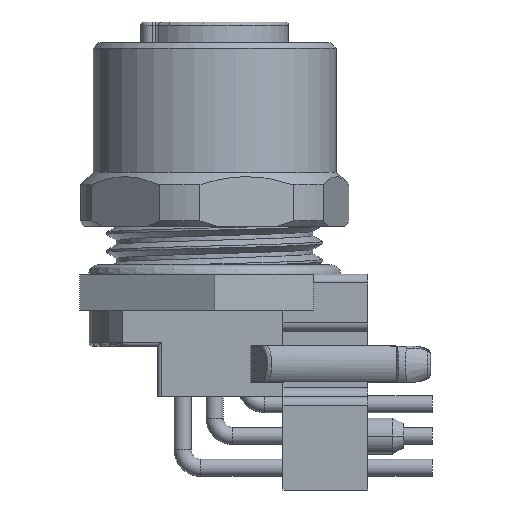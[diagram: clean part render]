
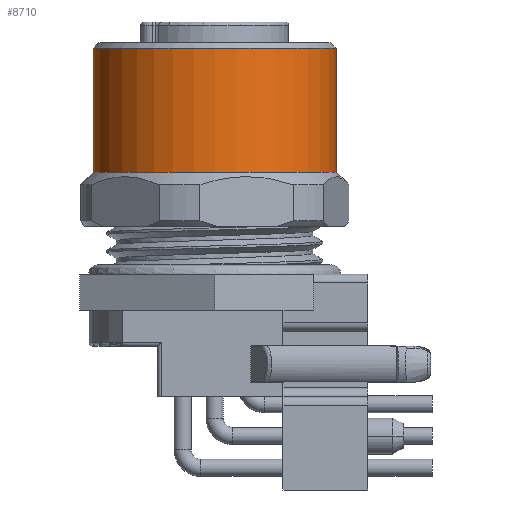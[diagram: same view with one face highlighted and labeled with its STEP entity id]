
A CAD part, left-side view. The second image highlights one B-rep face of the part: STEP entity #8710.
In plain terms, the highlighted cylindrical face has radius 6.75 mm (diameter 13.5 mm), a partial arc.
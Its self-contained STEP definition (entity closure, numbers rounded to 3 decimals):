
#794=CARTESIAN_POINT('',(0.,0.,-1.452));
#795=DIRECTION('',(0.,0.,1.));
#796=DIRECTION('',(0.,1.,0.));
#797=AXIS2_PLACEMENT_3D('',#794,#795,#796);
#809=DIRECTION('',(0.,0.,1.));
#810=VECTOR('',#809,6.9);
#811=CARTESIAN_POINT('',(0.,6.75,-8.352));
#812=LINE('',#811,#810);
#813=DIRECTION('',(0.,0.,1.));
#814=VECTOR('',#813,6.9);
#815=CARTESIAN_POINT('',(0.,-6.75,-8.352));
#816=LINE('',#815,#814);
#817=CARTESIAN_POINT('',(0.,0.,-8.352));
#818=DIRECTION('',(0.,0.,1.));
#819=DIRECTION('',(0.,1.,0.));
#820=AXIS2_PLACEMENT_3D('',#817,#818,#819);
#6354=CARTESIAN_POINT('',(0.,6.75,-8.352));
#6355=CARTESIAN_POINT('',(0.,6.75,-1.452));
#6356=VERTEX_POINT('',#6354);
#6357=VERTEX_POINT('',#6355);
#6364=CARTESIAN_POINT('',(0.,-6.75,-8.352));
#6365=CARTESIAN_POINT('',(0.,-6.75,-1.452));
#6366=VERTEX_POINT('',#6364);
#6367=VERTEX_POINT('',#6365);
#8698=CARTESIAN_POINT('',(0.,0.,-0.642));
#8699=DIRECTION('',(0.,0.,-1.));
#8700=DIRECTION('',(0.,-1.,0.));
#8701=AXIS2_PLACEMENT_3D('',#8698,#8699,#8700);
#8702=CYLINDRICAL_SURFACE('',#8701,6.75);
#8703=ORIENTED_EDGE('',*,*,#8688,.T.);
#8704=ORIENTED_EDGE('',*,*,#8665,.T.);
#8705=ORIENTED_EDGE('',*,*,#8692,.F.);
#8707=ORIENTED_EDGE('',*,*,#8706,.F.);
#8708=EDGE_LOOP('',(#8703,#8704,#8705,#8707));
#8709=FACE_OUTER_BOUND('',#8708,.F.);
#798=CIRCLE('',#797,6.75);
#821=CIRCLE('',#820,6.75);
#8665=EDGE_CURVE('',#6357,#6367,#798,.T.);
#8688=EDGE_CURVE('',#6356,#6357,#812,.T.);
#8692=EDGE_CURVE('',#6366,#6367,#816,.T.);
#8706=EDGE_CURVE('',#6356,#6366,#821,.T.);
#8710=ADVANCED_FACE('',(#8709),#8702,.T.);
